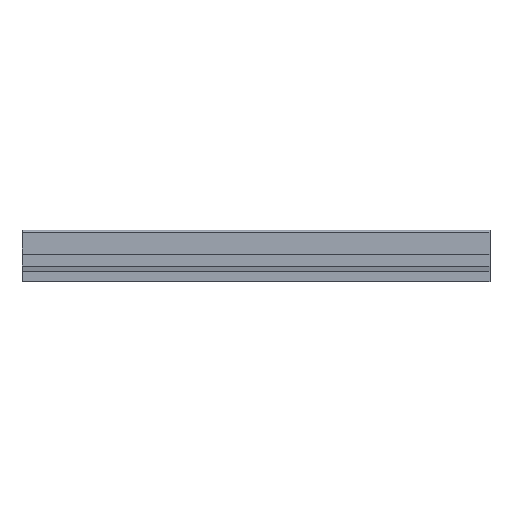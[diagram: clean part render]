
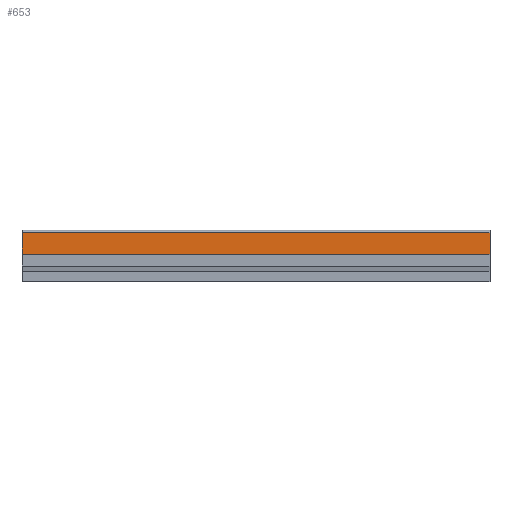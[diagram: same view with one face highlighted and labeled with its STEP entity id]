
A CAD part, left-side view. The second image highlights one B-rep face of the part: STEP entity #653.
In plain terms, the highlighted planar face has unit normal (-1, 0, 0).
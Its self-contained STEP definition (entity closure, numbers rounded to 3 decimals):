
#76 = VERTEX_POINT ( 'NONE', #1575 ) ;
#86 = CARTESIAN_POINT ( 'NONE',  ( -9., 0., -8.2 ) ) ;
#117 = EDGE_CURVE ( 'NONE', #1568, #76, #1322, .T. ) ;
#155 = DIRECTION ( 'NONE',  ( 0., 0., 1. ) ) ;
#157 = DIRECTION ( 'NONE',  ( 0., 1., 0. ) ) ;
#170 = CARTESIAN_POINT ( 'NONE',  ( -9., 0., 1. ) ) ;
#182 = ORIENTED_EDGE ( 'NONE', *, *, #1201, .T. ) ;
#314 = AXIS2_PLACEMENT_3D ( 'NONE', #86, #1321, #1763 ) ;
#362 = CARTESIAN_POINT ( 'NONE',  ( -9., 200., -8.2 ) ) ;
#463 = CARTESIAN_POINT ( 'NONE',  ( -9., 0., -9. ) ) ;
#568 = LINE ( 'NONE', #1903, #591 ) ;
#591 = VECTOR ( 'NONE', #719, 1000. ) ;
#652 = ORIENTED_EDGE ( 'NONE', *, *, #117, .T. ) ;
#653 = ADVANCED_FACE ( 'NONE', ( #1014 ), #699, .T. ) ;
#699 = PLANE ( 'NONE',  #314 ) ;
#719 = DIRECTION ( 'NONE',  ( 0., 0., 1. ) ) ;
#733 = EDGE_LOOP ( 'NONE', ( #182, #803, #1358, #652 ) ) ;
#803 = ORIENTED_EDGE ( 'NONE', *, *, #811, .T. ) ;
#811 = EDGE_CURVE ( 'NONE', #1776, #1258, #1721, .T. ) ;
#915 = CARTESIAN_POINT ( 'NONE',  ( -9., 0., 1. ) ) ;
#988 = VECTOR ( 'NONE', #157, 1000. ) ;
#1003 = CARTESIAN_POINT ( 'NONE',  ( -9., 0., -8.2 ) ) ;
#1014 = FACE_OUTER_BOUND ( 'NONE', #733, .T. ) ;
#1201 = EDGE_CURVE ( 'NONE', #76, #1776, #1407, .T. ) ;
#1258 = VERTEX_POINT ( 'NONE', #1666 ) ;
#1321 = DIRECTION ( 'NONE',  ( -1., 0., 0. ) ) ;
#1322 = LINE ( 'NONE', #1003, #1747 ) ;
#1358 = ORIENTED_EDGE ( 'NONE', *, *, #1609, .F. ) ;
#1407 = LINE ( 'NONE', #463, #1576 ) ;
#1462 = DIRECTION ( 'NONE',  ( 0., -1., 0. ) ) ;
#1568 = VERTEX_POINT ( 'NONE', #362 ) ;
#1575 = CARTESIAN_POINT ( 'NONE',  ( -9., 0., -8.2 ) ) ;
#1576 = VECTOR ( 'NONE', #155, 1000. ) ;
#1609 = EDGE_CURVE ( 'NONE', #1568, #1258, #568, .T. ) ;
#1666 = CARTESIAN_POINT ( 'NONE',  ( -9., 200., 1. ) ) ;
#1721 = LINE ( 'NONE', #170, #988 ) ;
#1747 = VECTOR ( 'NONE', #1462, 1000. ) ;
#1763 = DIRECTION ( 'NONE',  ( 0., 0., 1. ) ) ;
#1776 = VERTEX_POINT ( 'NONE', #915 ) ;
#1903 = CARTESIAN_POINT ( 'NONE',  ( -9., 200., -9. ) ) ;
